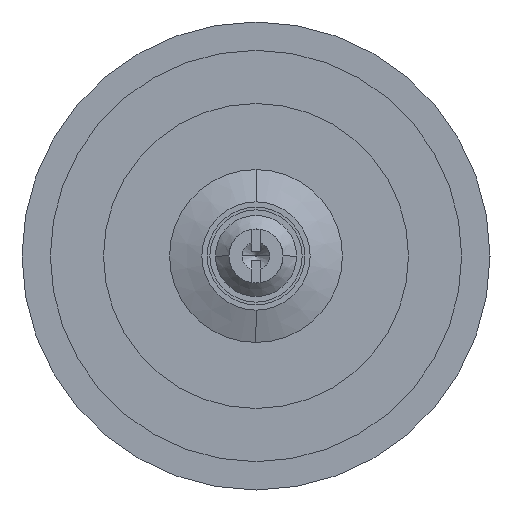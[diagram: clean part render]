
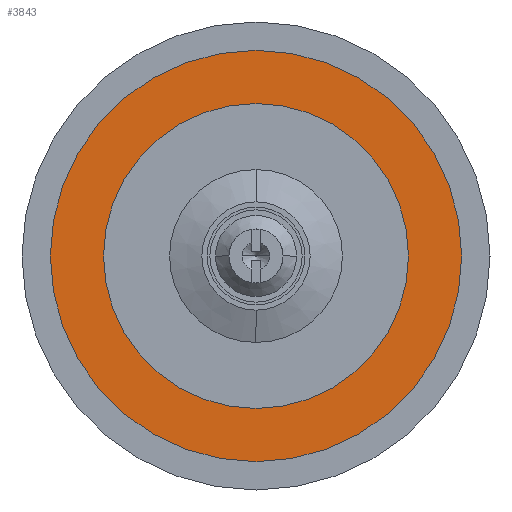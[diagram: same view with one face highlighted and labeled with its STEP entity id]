
A CAD part, left-side view. The second image highlights one B-rep face of the part: STEP entity #3843.
In plain terms, the highlighted planar face has unit normal (-1, 0, 0).
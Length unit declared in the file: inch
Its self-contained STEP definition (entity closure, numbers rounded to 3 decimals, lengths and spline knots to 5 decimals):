
#86 = CARTESIAN_POINT ( 'NONE',  ( -1.59898, 0., 0. ) ) ;
#87 = DIRECTION ( 'NONE',  ( -1., 0., 0. ) ) ;
#88 = DIRECTION ( 'NONE',  ( 0., 0., 1. ) ) ;
#89 = CARTESIAN_POINT ( 'NONE',  ( -1.59898, 0., 0. ) ) ;
#90 = DIRECTION ( 'NONE',  ( -1., 0., 0. ) ) ;
#91 = DIRECTION ( 'NONE',  ( 0., 0., 1. ) ) ;
#229 = EDGE_CURVE ( 'NONE', #378, #375, #637, .T. ) ;
#233 = EDGE_CURVE ( 'NONE', #376, #381, #608, .T. ) ;
#375 = VERTEX_POINT ( 'NONE', #690 ) ;
#376 = VERTEX_POINT ( 'NONE', #691 ) ;
#378 = VERTEX_POINT ( 'NONE', #693 ) ;
#381 = VERTEX_POINT ( 'NONE', #696 ) ;
#604 = AXIS2_PLACEMENT_3D ( 'NONE', #1568, #1569, #1570 ) ;
#608 = CIRCLE ( 'NONE', #604, 0.232 ) ;
#610 = AXIS2_PLACEMENT_3D ( 'NONE', #1556, #1557, #1558 ) ;
#637 = CIRCLE ( 'NONE', #610, 0.172 ) ;
#690 = CARTESIAN_POINT ( 'NONE',  ( -1.59898, 0., -0.172 ) ) ;
#691 = CARTESIAN_POINT ( 'NONE',  ( -1.59898, 0., -0.232 ) ) ;
#693 = CARTESIAN_POINT ( 'NONE',  ( -1.59898, 0., 0.172 ) ) ;
#696 = CARTESIAN_POINT ( 'NONE',  ( -1.59898, 0., 0.232 ) ) ;
#1468 = EDGE_CURVE ( 'NONE', #381, #376, #4294, .T. ) ;
#1469 = EDGE_CURVE ( 'NONE', #375, #378, #4292, .T. ) ;
#1556 = CARTESIAN_POINT ( 'NONE',  ( -1.59898, 0., 0. ) ) ;
#1557 = DIRECTION ( 'NONE',  ( -1., 0., 0. ) ) ;
#1558 = DIRECTION ( 'NONE',  ( 0., 0., 1. ) ) ;
#1568 = CARTESIAN_POINT ( 'NONE',  ( -1.59898, 0., 0. ) ) ;
#1569 = DIRECTION ( 'NONE',  ( -1., 0., 0. ) ) ;
#1570 = DIRECTION ( 'NONE',  ( 0., 0., 1. ) ) ;
#1825 = CARTESIAN_POINT ( 'NONE',  ( -1.59898, 0.232, 0. ) ) ;
#1828 = FACE_BOUND ( 'NONE', #4362, .T. ) ;
#1829 = FACE_OUTER_BOUND ( 'NONE', #4364, .T. ) ;
#1830 = PLANE ( 'NONE',  #3177 ) ;
#1832 = DIRECTION ( 'NONE',  ( 1., 0., 0. ) ) ;
#1833 = DIRECTION ( 'NONE',  ( 0., 0., -1. ) ) ;
#3059 = ORIENTED_EDGE ( 'NONE', *, *, #233, .T. ) ;
#3060 = ORIENTED_EDGE ( 'NONE', *, *, #1468, .T. ) ;
#3061 = ORIENTED_EDGE ( 'NONE', *, *, #1469, .F. ) ;
#3062 = ORIENTED_EDGE ( 'NONE', *, *, #229, .F. ) ;
#3177 = AXIS2_PLACEMENT_3D ( 'NONE', #1825, #1832, #1833 ) ;
#3843 = ADVANCED_FACE ( 'NONE', ( #1828, #1829 ), #1830, .F. ) ;
#4289 = AXIS2_PLACEMENT_3D ( 'NONE', #89, #90, #91 ) ;
#4291 = AXIS2_PLACEMENT_3D ( 'NONE', #86, #87, #88 ) ;
#4292 = CIRCLE ( 'NONE', #4289, 0.172 ) ;
#4294 = CIRCLE ( 'NONE', #4291, 0.232 ) ;
#4362 = EDGE_LOOP ( 'NONE', ( #3062, #3061 ) ) ;
#4364 = EDGE_LOOP ( 'NONE', ( #3060, #3059 ) ) ;
